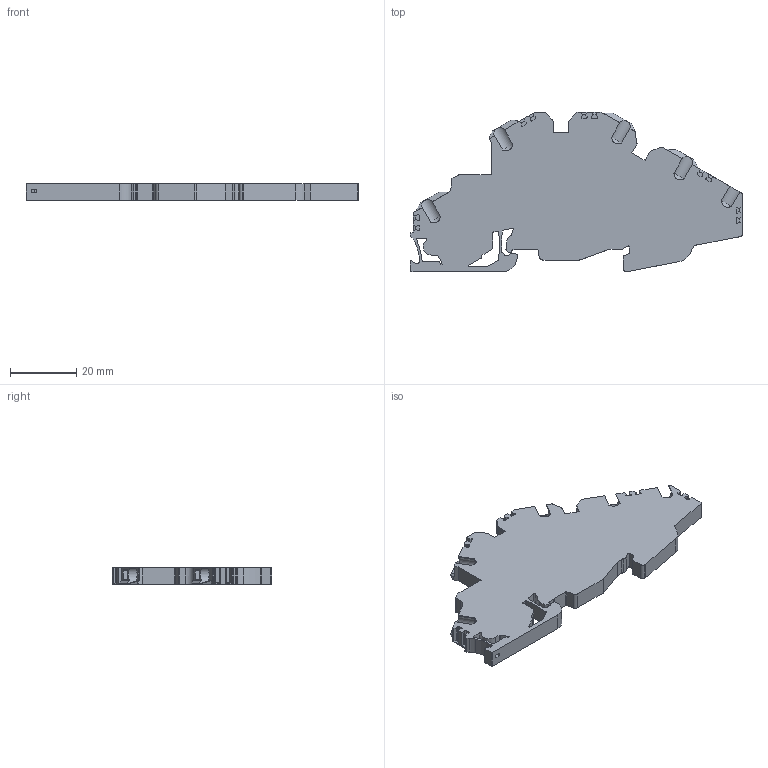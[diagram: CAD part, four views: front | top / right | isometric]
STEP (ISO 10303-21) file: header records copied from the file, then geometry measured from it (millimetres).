
FILE_DESCRIPTION(/* description */ (''),/* implementation_level */ '2;1');
FILE_NAME(/* name */ '3244_FDLIS25_L_L_iso.stp',/* time_stamp */ '2011-08-01T08:39:53+02:00',/* author */ (''),/* organization */ (''),/* preprocessor_version */ 'ST-DEVELOPER v11',/* originating_system */ 'SIEMENS UGS NX 6.0',/* authorisation */ '');
FILE_SCHEMA (('CONFIG_CONTROL_DESIGN'));
Length unit declared in the file: millimetre
Products named in the file (2): fdlis_sts_messung_vom221108; 3244_FDLIS25_L_L_iso
Assembly tree (1 placements, depth 2):
  3244_FDLIS25_L_L_iso
    fdlis_sts_messung_vom221108
Bounding box: 100 x 48 x 5.1 mm (x, y, z)
Volume: 14817 mm3; surface area: 9539.4 mm2
Topology: 1 solids, 1 shells, 541 faces, 1604 edges, 1057 vertices
Faces by surface type: plane 334, cylinder 192, bspline 10, cone 5
Entity records: 19893 total; most frequent: CARTESIAN_POINT 5096, ORIENTED_EDGE 3198, DIRECTION 2945, EDGE_CURVE 1599, LINE 1099, VECTOR 1099, VERTEX_POINT 1061, AXIS2_PLACEMENT_3D 923
